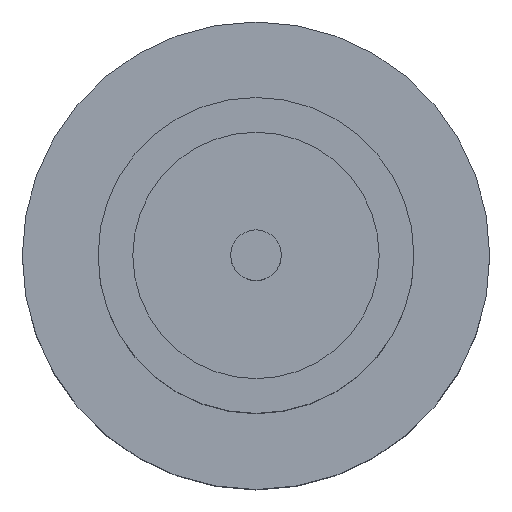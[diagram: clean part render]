
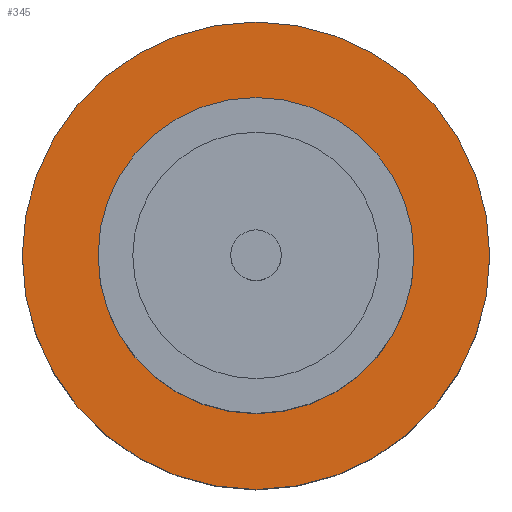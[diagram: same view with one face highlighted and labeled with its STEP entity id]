
A CAD part, top view. The second image highlights one B-rep face of the part: STEP entity #345.
In plain terms, the highlighted planar face has unit normal (0, 0, 1).
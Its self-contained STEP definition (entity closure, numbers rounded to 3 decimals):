
#5 = VERTEX_POINT ( 'NONE', #24 ) ;
#17 = EDGE_CURVE ( 'NONE', #5, #40, #370, .T. ) ;
#23 = FACE_OUTER_BOUND ( 'NONE', #376, .T. ) ;
#24 = CARTESIAN_POINT ( 'NONE',  ( -1.85, 0., 1.55 ) ) ;
#26 = DIRECTION ( 'NONE',  ( 0., 0., 1. ) ) ;
#28 = EDGE_LOOP ( 'NONE', ( #437, #613 ) ) ;
#40 = VERTEX_POINT ( 'NONE', #154 ) ;
#60 = AXIS2_PLACEMENT_3D ( 'NONE', #811, #26, #479 ) ;
#82 = DIRECTION ( 'NONE',  ( 0., 0., 1. ) ) ;
#93 = CARTESIAN_POINT ( 'NONE',  ( -1.25, 0., 1.55 ) ) ;
#102 = DIRECTION ( 'NONE',  ( 0., 0., 1. ) ) ;
#147 = CARTESIAN_POINT ( 'NONE',  ( 0., 0., 1.55 ) ) ;
#154 = CARTESIAN_POINT ( 'NONE',  ( 1.85, 0., 1.55 ) ) ;
#212 = DIRECTION ( 'NONE',  ( 1., 0., 0. ) ) ;
#277 = CARTESIAN_POINT ( 'NONE',  ( 0., 0., 1.55 ) ) ;
#298 = EDGE_CURVE ( 'NONE', #588, #501, #340, .T. ) ;
#329 = EDGE_CURVE ( 'NONE', #40, #5, #395, .T. ) ;
#340 = CIRCLE ( 'NONE', #738, 1.25 ) ;
#345 = ADVANCED_FACE ( 'NONE', ( #744, #23 ), #804, .T. ) ;
#359 = AXIS2_PLACEMENT_3D ( 'NONE', #704, #426, #834 ) ;
#370 = CIRCLE ( 'NONE', #808, 1.85 ) ;
#376 = EDGE_LOOP ( 'NONE', ( #415, #755 ) ) ;
#395 = CIRCLE ( 'NONE', #752, 1.85 ) ;
#415 = ORIENTED_EDGE ( 'NONE', *, *, #17, .T. ) ;
#426 = DIRECTION ( 'NONE',  ( 0., 0., 1. ) ) ;
#437 = ORIENTED_EDGE ( 'NONE', *, *, #768, .F. ) ;
#476 = CARTESIAN_POINT ( 'NONE',  ( 0., 0., 1.55 ) ) ;
#479 = DIRECTION ( 'NONE',  ( 1., 0., 0. ) ) ;
#501 = VERTEX_POINT ( 'NONE', #736 ) ;
#539 = DIRECTION ( 'NONE',  ( 1., 0., 0. ) ) ;
#588 = VERTEX_POINT ( 'NONE', #93 ) ;
#613 = ORIENTED_EDGE ( 'NONE', *, *, #298, .F. ) ;
#669 = DIRECTION ( 'NONE',  ( 1., 0., 0. ) ) ;
#704 = CARTESIAN_POINT ( 'NONE',  ( 0., 0., 1.55 ) ) ;
#736 = CARTESIAN_POINT ( 'NONE',  ( 1.25, 0., 1.55 ) ) ;
#738 = AXIS2_PLACEMENT_3D ( 'NONE', #147, #82, #669 ) ;
#739 = DIRECTION ( 'NONE',  ( 0., 0., 1. ) ) ;
#744 = FACE_BOUND ( 'NONE', #28, .T. ) ;
#752 = AXIS2_PLACEMENT_3D ( 'NONE', #277, #739, #212 ) ;
#755 = ORIENTED_EDGE ( 'NONE', *, *, #329, .T. ) ;
#768 = EDGE_CURVE ( 'NONE', #501, #588, #793, .T. ) ;
#793 = CIRCLE ( 'NONE', #359, 1.25 ) ;
#804 = PLANE ( 'NONE',  #60 ) ;
#808 = AXIS2_PLACEMENT_3D ( 'NONE', #476, #102, #539 ) ;
#811 = CARTESIAN_POINT ( 'NONE',  ( 0., 0., 1.55 ) ) ;
#834 = DIRECTION ( 'NONE',  ( 1., 0., 0. ) ) ;
